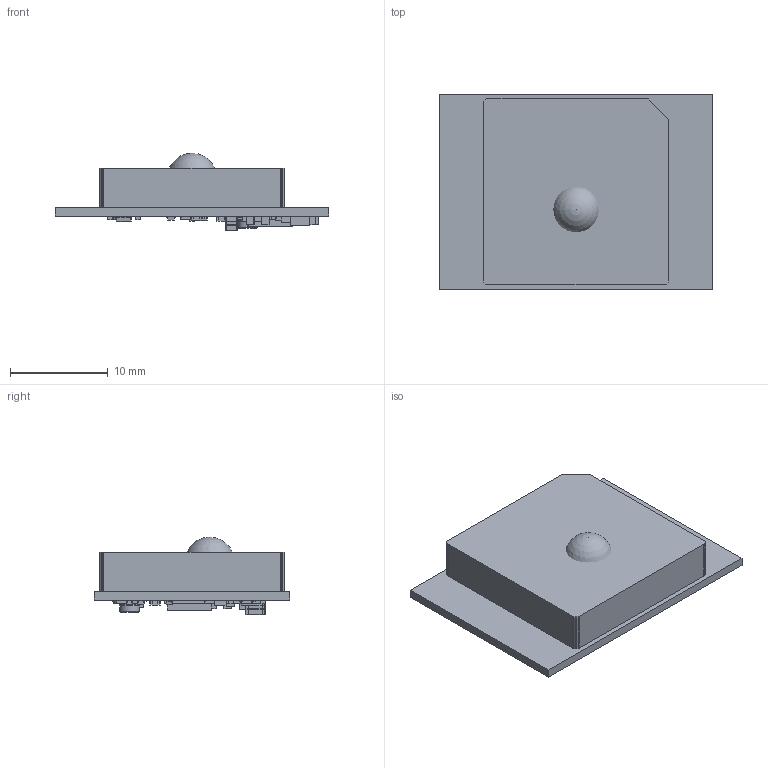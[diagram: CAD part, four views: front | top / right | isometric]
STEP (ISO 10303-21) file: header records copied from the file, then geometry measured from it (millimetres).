
FILE_DESCRIPTION(('Open CASCADE Model'),'2;1');
FILE_NAME('Open CASCADE Shape Model','2019-08-05T10:59:05',('Author'),( 'Open CASCADE'),'Open CASCADE STEP processor 6.8','Open CASCADE 6.8' ,'Unknown');
FILE_SCHEMA(('AUTOMOTIVE_DESIGN { 1 0 10303 214 1 1 1 1 }'));
Length unit declared in the file: millimetre
Products named in the file (108): PCB; Board; Open CASCADE STEP translator 6.8 1.1.1; C6; 6508339392; Terminal; Open_CASCADE_STEP_translator_6.8_4.1.1; Open_CASCADE_STEP_translator_6.8_4.1.2; Mid_Body; Open_CASCADE_STEP_translator_6.8_4.2.1; C3; C8; C_SMD_0603; U3; 7491579120; Extruded; R12; 6508337072; Open_CASCADE_STEP_translator_6.8_3.2.1; Mark; R5; 6508337632; R4; 6511060016; L4; 7364539264; C18; C16; C15; C14; C13; 6508336592; C12; CAPC2012X95N_EIA_0805; U1; ZOE_S-LGA51; U-Blox_ZOE_S-LGA51_body; u-Blox_ZOE_S-LGA51_ball; CON2; SW3dPS-UFL-R-SMD ...
Assembly tree (178 placements, depth 5):
  PCB
    Board
      Open CASCADE STEP translator 6.8 1.1.1
    C6
      6508339392
        Terminal
          Open_CASCADE_STEP_translator_6.8_4.1.1
          Open_CASCADE_STEP_translator_6.8_4.1.2
        Mid_Body
          Open_CASCADE_STEP_translator_6.8_4.2.1
    C3
      6508339392
        Terminal
          Open_CASCADE_STEP_translator_6.8_4.1.1
          Open_CASCADE_STEP_translator_6.8_4.1.2
        Mid_Body
          Open_CASCADE_STEP_translator_6.8_4.2.1
    C8
      C_SMD_0603
    U3
      7491579120
        Extruded
    R12
      6508337072
        Mid_Body
        Terminal  x2
          Open_CASCADE_STEP_translator_6.8_3.2.1
        Mark
    R5
      6508337632
        Mid_Body
        Terminal  x2
          Open_CASCADE_STEP_translator_6.8_3.2.1
        Mark
    R4
      6511060016
        Mid_Body
        Terminal  x2
          Open_CASCADE_STEP_translator_6.8_3.2.1
        Mark
    L4
      7364539264
        Extruded
    C18
      C_SMD_0603
    C16
      C_SMD_0603
    C15
      C_SMD_0603
    C14
      6508339392
        Terminal
          Open_CASCADE_STEP_translator_6.8_4.1.1
          Open_CASCADE_STEP_translator_6.8_4.1.2
        Mid_Body
          Open_CASCADE_STEP_translator_6.8_4.2.1
    C13
      6508336592
        Terminal
          Open_CASCADE_STEP_translator_6.8_4.1.1
Bounding box: 28 x 20 x 7.93 mm (x, y, z)
Volume: 2047 mm3; surface area: 2620.9 mm2
Topology: 150 solids, 150 shells, 2323 faces, 5473 edges, 3376 vertices
Faces by surface type: plane 1386, cylinder 405, bspline 219, torus 102, revolution 102, sphere 101, cone 8
Full cylindrical faces by diameter (mm): 0.27 x51, 1.2 x1
Entity records: 44863 total; most frequent: CARTESIAN_POINT 11715, ORIENTED_EDGE 6288, DIRECTION 5551, EDGE_CURVE 3144, LINE 2443, VECTOR 2443, VERTEX_POINT 2031, AXIS2_PLACEMENT_3D 1553
